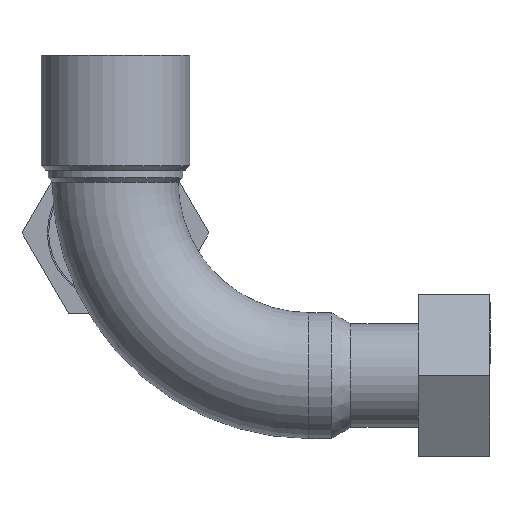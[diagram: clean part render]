
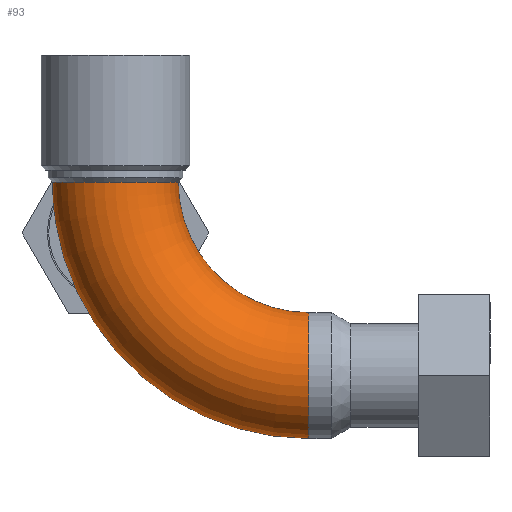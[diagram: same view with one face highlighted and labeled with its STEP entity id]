
A CAD part, front view. The second image highlights one B-rep face of the part: STEP entity #93.
In plain terms, the highlighted toroidal (fillet/blend) face has major radius 43 mm and minor radius 14 mm.
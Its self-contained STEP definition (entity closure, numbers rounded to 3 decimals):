
#93 = ADVANCED_FACE( '', ( #208, #209 ), #210, .T. );
#208 = FACE_OUTER_BOUND( '', #362, .T. );
#209 = FACE_OUTER_BOUND( '', #363, .T. );
#210 = TOROIDAL_SURFACE( '', #364, 43., 14. );
#362 = EDGE_LOOP( '', ( #537 ) );
#363 = EDGE_LOOP( '', ( #538 ) );
#364 = AXIS2_PLACEMENT_3D( '', #539, #540, #541 );
#537 = ORIENTED_EDGE( '', *, *, #742, .F. );
#538 = ORIENTED_EDGE( '', *, *, #743, .F. );
#539 = CARTESIAN_POINT( '', ( 43., 0., 11.284 ) );
#540 = DIRECTION( '', ( 0., 1., 0. ) );
#541 = DIRECTION( '', ( -1., 0., 0. ) );
#742 = EDGE_CURVE( '', #844, #844, #845, .T. );
#743 = EDGE_CURVE( '', #846, #846, #847, .F. );
#844 = VERTEX_POINT( '', #977 );
#845 = CIRCLE( '', #978, 14. );
#846 = VERTEX_POINT( '', #979 );
#847 = CIRCLE( '', #980, 14. );
#977 = CARTESIAN_POINT( '', ( 14., 0., 11.284 ) );
#978 = AXIS2_PLACEMENT_3D( '', #1098, #1099, #1100 );
#979 = CARTESIAN_POINT( '', ( 43., 0., -17.716 ) );
#980 = AXIS2_PLACEMENT_3D( '', #1101, #1102, #1103 );
#1098 = CARTESIAN_POINT( '', ( 0., 0., 11.284 ) );
#1099 = DIRECTION( '', ( 0., 0., 1. ) );
#1100 = DIRECTION( '', ( 1., 0., 0. ) );
#1101 = CARTESIAN_POINT( '', ( 43., 0., -31.716 ) );
#1102 = DIRECTION( '', ( -1., 0., 0. ) );
#1103 = DIRECTION( '', ( 0., 0., 1. ) );
